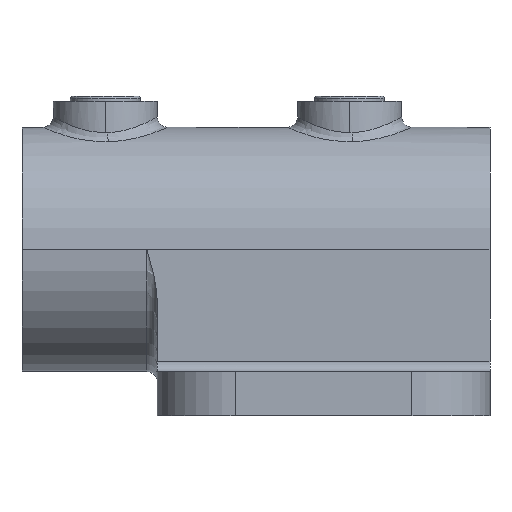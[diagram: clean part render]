
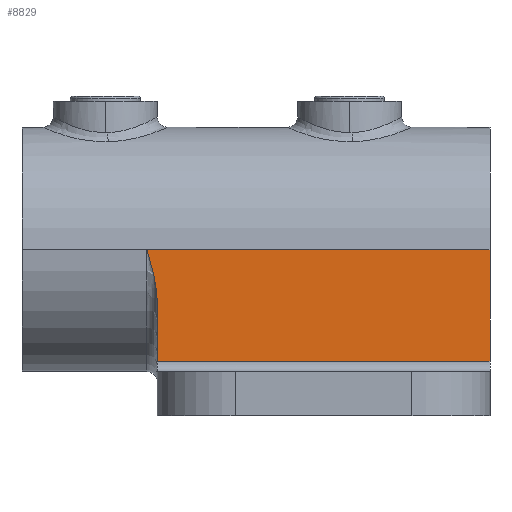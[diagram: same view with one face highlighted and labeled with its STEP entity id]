
A CAD part, left-side view. The second image highlights one B-rep face of the part: STEP entity #8829.
In plain terms, the highlighted planar face has unit normal (-1, 0, 0).
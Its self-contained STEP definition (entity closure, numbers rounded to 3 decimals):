
#453 = VECTOR ( 'NONE', #10593, 1000. ) ;
#723 = LINE ( 'NONE', #1919, #2838 ) ;
#951 = VECTOR ( 'NONE', #3353, 1000. ) ;
#1400 = CARTESIAN_POINT ( 'NONE',  ( -23.5, 32.319, 25.457 ) ) ;
#1621 = DIRECTION ( 'NONE',  ( 0., -1., 0. ) ) ;
#1919 = CARTESIAN_POINT ( 'NONE',  ( -23.5, 65.234, 32. ) ) ;
#2228 = DIRECTION ( 'NONE',  ( 0., -1., 0. ) ) ;
#2648 = CARTESIAN_POINT ( 'NONE',  ( -23.5, 33.052, 28.757 ) ) ;
#2838 = VECTOR ( 'NONE', #6837, 1000. ) ;
#3353 = DIRECTION ( 'NONE',  ( 0., 0., -1. ) ) ;
#3746 = CARTESIAN_POINT ( 'NONE',  ( -23.5, 33.527, 30.379 ) ) ;
#4529 = EDGE_CURVE ( 'NONE', #6219, #13436, #7730, .T. ) ;
#4851 = FACE_OUTER_BOUND ( 'NONE', #12604, .T. ) ;
#5012 = LINE ( 'NONE', #10973, #7510 ) ;
#5382 = EDGE_CURVE ( 'NONE', #9707, #15094, #11917, .T. ) ;
#5586 = CARTESIAN_POINT ( 'NONE',  ( -23.5, 32., 22.101 ) ) ;
#5658 = CARTESIAN_POINT ( 'NONE',  ( -23.5, 34., 32. ) ) ;
#5872 = CARTESIAN_POINT ( 'NONE',  ( -23.5, -32., 0. ) ) ;
#6219 = VERTEX_POINT ( 'NONE', #10783 ) ;
#6469 = PLANE ( 'NONE',  #11067 ) ;
#6514 = CARTESIAN_POINT ( 'NONE',  ( -23.5, 65.234, 0. ) ) ;
#6555 = CARTESIAN_POINT ( 'NONE',  ( -23.5, 32., 22.101 ) ) ;
#6782 = EDGE_CURVE ( 'NONE', #9707, #6219, #723, .T. ) ;
#6837 = DIRECTION ( 'NONE',  ( 0., -1., 0. ) ) ;
#7510 = VECTOR ( 'NONE', #2228, 1000. ) ;
#7730 = LINE ( 'NONE', #5872, #951 ) ;
#8015 = CARTESIAN_POINT ( 'NONE',  ( -23.5, -32., 10.5 ) ) ;
#8724 = ORIENTED_EDGE ( 'NONE', *, *, #9985, .T. ) ;
#8829 = ADVANCED_FACE ( 'NONE', ( #4851 ), #6469, .T. ) ;
#8931 = CARTESIAN_POINT ( 'NONE',  ( -23.5, 32.078, 23.788 ) ) ;
#9084 = CARTESIAN_POINT ( 'NONE',  ( -23.5, 32., 22.949 ) ) ;
#9707 = VERTEX_POINT ( 'NONE', #5658 ) ;
#9734 = CARTESIAN_POINT ( 'NONE',  ( -23.5, 32., 10.5 ) ) ;
#9846 = CARTESIAN_POINT ( 'NONE',  ( -23.5, 34., 32. ) ) ;
#9985 = EDGE_CURVE ( 'NONE', #15543, #13436, #5012, .T. ) ;
#10593 = DIRECTION ( 'NONE',  ( 0., 0., 1. ) ) ;
#10783 = CARTESIAN_POINT ( 'NONE',  ( -23.5, -32., 32. ) ) ;
#10973 = CARTESIAN_POINT ( 'NONE',  ( -23.5, -32., 10.5 ) ) ;
#11067 = AXIS2_PLACEMENT_3D ( 'NONE', #6514, #13942, #1621 ) ;
#11917 = B_SPLINE_CURVE_WITH_KNOTS ( 'NONE', 3,
 ( #9846, #3746, #2648, #13566, #1400, #8931, #9084, #6555 ),
 .UNSPECIFIED., .F., .F.,
 ( 4, 2, 2, 4 ),
 ( 0., 0.005, 0.008, 0.01 ),
 .UNSPECIFIED. ) ;
#12509 = ORIENTED_EDGE ( 'NONE', *, *, #4529, .F. ) ;
#12604 = EDGE_LOOP ( 'NONE', ( #13649, #8724, #12509, #15837, #14871 ) ) ;
#13333 = LINE ( 'NONE', #14371, #453 ) ;
#13436 = VERTEX_POINT ( 'NONE', #8015 ) ;
#13566 = CARTESIAN_POINT ( 'NONE',  ( -23.5, 32.484, 26.287 ) ) ;
#13649 = ORIENTED_EDGE ( 'NONE', *, *, #15166, .F. ) ;
#13942 = DIRECTION ( 'NONE',  ( -1., 0., 0. ) ) ;
#14371 = CARTESIAN_POINT ( 'NONE',  ( -23.5, 32., 0. ) ) ;
#14871 = ORIENTED_EDGE ( 'NONE', *, *, #5382, .T. ) ;
#15094 = VERTEX_POINT ( 'NONE', #5586 ) ;
#15166 = EDGE_CURVE ( 'NONE', #15543, #15094, #13333, .T. ) ;
#15543 = VERTEX_POINT ( 'NONE', #9734 ) ;
#15837 = ORIENTED_EDGE ( 'NONE', *, *, #6782, .F. ) ;
